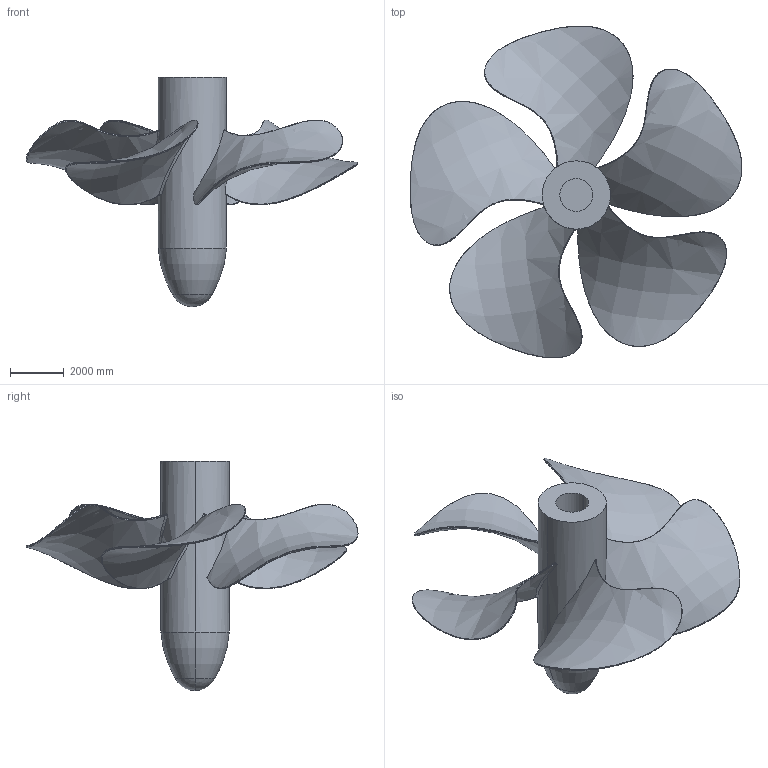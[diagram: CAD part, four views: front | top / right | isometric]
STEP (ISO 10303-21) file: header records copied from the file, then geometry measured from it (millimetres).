
FILE_DESCRIPTION (( 'STEP AP214' ), '1' );
FILE_NAME ('marinepropeller.STEP', '2024-09-14T02:18:38', ( '' ), ( '' ), 'SwSTEP 2.0', 'SolidWorks 2022', '' );
FILE_SCHEMA (( 'AUTOMOTIVE_DESIGN' ));
Length unit declared in the file: inch
Products named in the file (1): marinepropeller
Bounding box: 12343.18 x 12347.13 x 8534.4 mm (x, y, z)
Volume: 37404621630.7 mm3; surface area: 326271823.4 mm2
Topology: 1 solids, 1 shells, 60 faces, 145 edges, 92 vertices
Faces by surface type: bspline 50, cylinder 4, plane 2, torus 2, sphere 2
Entity records: 27977 total; most frequent: CARTESIAN_POINT 26925, ORIENTED_EDGE 288, EDGE_CURVE 144, B_SPLINE_CURVE_WITH_KNOTS 115, VERTEX_POINT 90, DIRECTION 76, EDGE_LOOP 64, FACE_OUTER_BOUND 60
